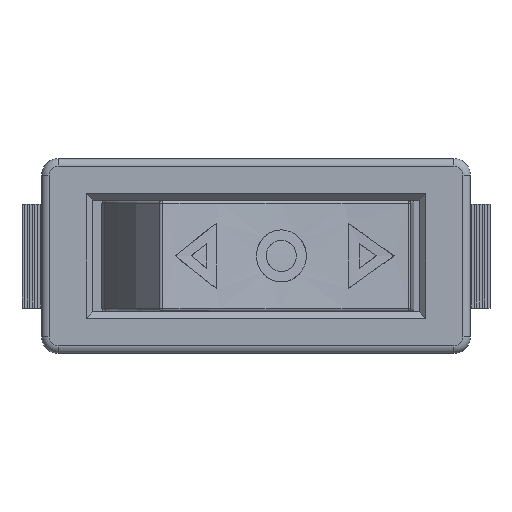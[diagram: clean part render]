
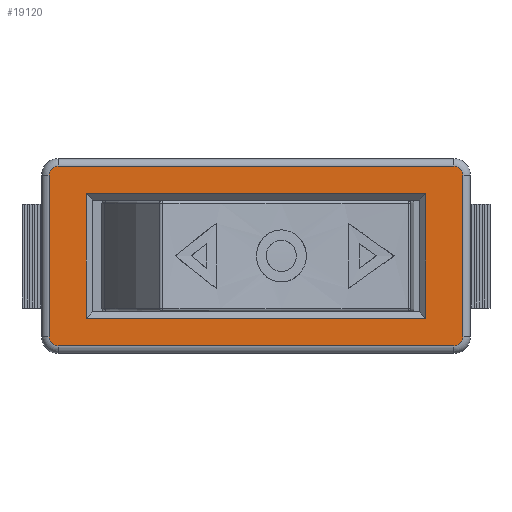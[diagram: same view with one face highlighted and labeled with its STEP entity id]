
A CAD part, top view. The second image highlights one B-rep face of the part: STEP entity #19120.
In plain terms, the highlighted planar face has unit normal (0, 0, 1).
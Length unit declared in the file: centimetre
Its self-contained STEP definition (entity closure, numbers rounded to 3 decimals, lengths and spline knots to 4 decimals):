
#1152=FACE_BOUND('',#3310,.T.);
#2172=FACE_OUTER_BOUND('',#3309,.T.);
#3309=EDGE_LOOP('',(#17291,#17292,#17293,#17294,#17295,#17296,#17297,#17298));
#3310=EDGE_LOOP('',(#17299,#17300,#17301,#17302));
#3480=CIRCLE('',#19998,0.07);
#3481=CIRCLE('',#19999,0.07);
#3482=CIRCLE('',#20000,0.07);
#3483=CIRCLE('',#20001,0.07);
#5414=LINE('',#35555,#7370);
#5418=LINE('',#35562,#7374);
#5421=LINE('',#35568,#7377);
#5423=LINE('',#35571,#7379);
#5429=LINE('',#35585,#7385);
#5430=LINE('',#35589,#7386);
#5431=LINE('',#35593,#7387);
#5432=LINE('',#35597,#7388);
#7370=VECTOR('',#23623,1.);
#7374=VECTOR('',#23629,1.);
#7377=VECTOR('',#23634,1.);
#7379=VECTOR('',#23638,1.);
#7385=VECTOR('',#23650,1.);
#7386=VECTOR('',#23653,1.);
#7387=VECTOR('',#23656,1.);
#7388=VECTOR('',#23659,1.);
#9191=VERTEX_POINT('',#35552);
#9192=VERTEX_POINT('',#35554);
#9194=VERTEX_POINT('',#35560);
#9196=VERTEX_POINT('',#35566);
#9200=VERTEX_POINT('',#35583);
#9201=VERTEX_POINT('',#35584);
#9202=VERTEX_POINT('',#35586);
#9203=VERTEX_POINT('',#35588);
#9204=VERTEX_POINT('',#35590);
#9205=VERTEX_POINT('',#35592);
#9206=VERTEX_POINT('',#35594);
#9207=VERTEX_POINT('',#35596);
#11912=EDGE_CURVE('',#9191,#9192,#5414,.T.);
#11916=EDGE_CURVE('',#9194,#9191,#5418,.T.);
#11919=EDGE_CURVE('',#9196,#9194,#5421,.T.);
#11921=EDGE_CURVE('',#9192,#9196,#5423,.T.);
#11927=EDGE_CURVE('',#9200,#9201,#5429,.T.);
#11928=EDGE_CURVE('',#9202,#9200,#3480,.T.);
#11929=EDGE_CURVE('',#9203,#9202,#5430,.T.);
#11930=EDGE_CURVE('',#9204,#9203,#3481,.T.);
#11931=EDGE_CURVE('',#9205,#9204,#5431,.T.);
#11932=EDGE_CURVE('',#9206,#9205,#3482,.T.);
#11933=EDGE_CURVE('',#9207,#9206,#5432,.T.);
#11934=EDGE_CURVE('',#9201,#9207,#3483,.T.);
#17291=ORIENTED_EDGE('',*,*,#11927,.F.);
#17292=ORIENTED_EDGE('',*,*,#11928,.F.);
#17293=ORIENTED_EDGE('',*,*,#11929,.F.);
#17294=ORIENTED_EDGE('',*,*,#11930,.F.);
#17295=ORIENTED_EDGE('',*,*,#11931,.F.);
#17296=ORIENTED_EDGE('',*,*,#11932,.F.);
#17297=ORIENTED_EDGE('',*,*,#11933,.F.);
#17298=ORIENTED_EDGE('',*,*,#11934,.F.);
#17299=ORIENTED_EDGE('',*,*,#11912,.F.);
#17300=ORIENTED_EDGE('',*,*,#11916,.F.);
#17301=ORIENTED_EDGE('',*,*,#11919,.F.);
#17302=ORIENTED_EDGE('',*,*,#11921,.F.);
#18097=PLANE('',#19997);
#19120=ADVANCED_FACE('',(#2172,#1152),#18097,.T.);
#19997=AXIS2_PLACEMENT_3D('',#35582,#23648,#23649);
#19998=AXIS2_PLACEMENT_3D('',#35587,#23651,#23652);
#19999=AXIS2_PLACEMENT_3D('',#35591,#23654,#23655);
#20000=AXIS2_PLACEMENT_3D('',#35595,#23657,#23658);
#20001=AXIS2_PLACEMENT_3D('',#35598,#23660,#23661);
#23623=DIRECTION('',(1.,0.,0.));
#23629=DIRECTION('',(0.,-1.,0.));
#23634=DIRECTION('',(-1.,0.,0.));
#23638=DIRECTION('',(0.,1.,0.));
#23648=DIRECTION('center_axis',(0.,0.,
1.));
#23649=DIRECTION('ref_axis',(1.,0.,0.));
#23650=DIRECTION('',(0.,1.,0.));
#23651=DIRECTION('center_axis',(0.,0.,
-1.));
#23652=DIRECTION('ref_axis',(-0.707,-0.707,0.));
#23653=DIRECTION('',(-1.,0.,0.));
#23654=DIRECTION('center_axis',(0.,0.,
-1.));
#23655=DIRECTION('ref_axis',(0.707,-0.707,0.));
#23656=DIRECTION('',(0.,-1.,0.));
#23657=DIRECTION('center_axis',(0.,0.,
-1.));
#23658=DIRECTION('ref_axis',(0.707,0.707,0.));
#23659=DIRECTION('',(1.,0.,0.));
#23660=DIRECTION('center_axis',(0.,0.,
-1.));
#23661=DIRECTION('ref_axis',(-0.707,0.707,0.));
#35552=CARTESIAN_POINT('',(-1.305,-0.48,1.9));
#35554=CARTESIAN_POINT('',(1.305,-0.48,1.9));
#35555=CARTESIAN_POINT('',(0.6775,-0.48,1.9));
#35560=CARTESIAN_POINT('',(-1.305,0.48,1.9));
#35562=CARTESIAN_POINT('',(-1.305,-0.265,1.9));
#35566=CARTESIAN_POINT('',(1.305,0.48,1.9));
#35568=CARTESIAN_POINT('',(-0.6775,0.48,1.9));
#35571=CARTESIAN_POINT('',(1.305,0.265,1.9));
#35582=CARTESIAN_POINT('Origin',(0.,0.,
1.9));
#35583=CARTESIAN_POINT('',(-1.59,-0.62,1.9));
#35584=CARTESIAN_POINT('',(-1.59,0.62,1.9));
#35585=CARTESIAN_POINT('',(-1.59,-0.31,1.9));
#35586=CARTESIAN_POINT('',(-1.52,-0.69,1.9));
#35587=CARTESIAN_POINT('Origin',(-1.52,-0.62,1.9));
#35588=CARTESIAN_POINT('',(1.52,-0.69,1.9));
#35589=CARTESIAN_POINT('',(0.76,-0.69,1.9));
#35590=CARTESIAN_POINT('',(1.59,-0.62,1.9));
#35591=CARTESIAN_POINT('Origin',(1.52,-0.62,1.9));
#35592=CARTESIAN_POINT('',(1.59,0.62,1.9));
#35593=CARTESIAN_POINT('',(1.59,0.31,1.9));
#35594=CARTESIAN_POINT('',(1.52,0.69,1.9));
#35595=CARTESIAN_POINT('Origin',(1.52,0.62,1.9));
#35596=CARTESIAN_POINT('',(-1.52,0.69,1.9));
#35597=CARTESIAN_POINT('',(-0.76,0.69,1.9));
#35598=CARTESIAN_POINT('Origin',(-1.52,0.62,1.9));
